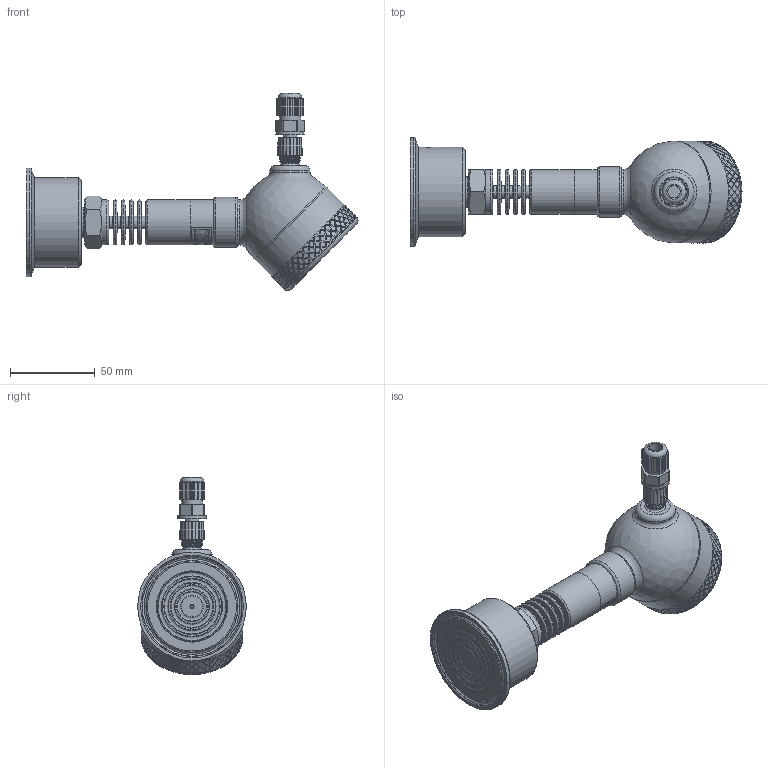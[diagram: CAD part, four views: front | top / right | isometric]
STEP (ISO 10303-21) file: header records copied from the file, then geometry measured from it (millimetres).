
FILE_DESCRIPTION(/* description */ (''),/* implementation_level */ '2;1');
FILE_NAME(/* name */ 'APZ3420sFH_ClampDN2_radiator_3.step',/* time_stamp */ '2021-07-08T16:21:41+03:00',/* author */ (''),/* organization */ (''),/* preprocessor_version */ 'ST-DEVELOPER v18.1',/* originating_system */ 'Autodesk Translation Framework v10.9.0.1377',/* authorisation */ '');
FILE_SCHEMA (('AUTOMOTIVE_DESIGN { 1 0 10303 214 3 1 1 }'));
Length unit declared in the file: millimetre
Products named in the file (8): АПЗ 3420s заполненный 
+ полевой корпус; G1\2EN radiator; Clamp DN2' diaphragm 48 v2 (1); Заполненный полевой 
корпус v13; Main body; Cover without display; M12x1 adapter; M12x1 female straight v9
Assembly tree (6 placements, depth 3):
  АПЗ 3420s заполненный 
+ полевой корпус
    G1\2EN radiator
    Заполненный полевой 
корпус v13
      Main body
      Cover without display
      M12x1 adapter
      M12x1 female straight v9
  Clamp DN2' diaphragm 48 v2 (1)
Bounding box: 195.72 x 64 x 116.18 mm (x, y, z)
Volume: 317278 mm3; surface area: 59518.4 mm2
Topology: 8 solids, 8 shells, 1634 faces, 4034 edges, 2675 vertices
Faces by surface type: bspline 930, cylinder 319, plane 285, torus 53, cone 45, sphere 2
Full cylindrical faces by diameter (mm): 1 x4, 2 x1, 3 x1, 3.3 x1, 5 x1, 6 x3, 7 x1, 7.3 x1, 7.5 x5, 8 x3, 9.3 x1, 10.293 x1, 10.5 x2, 10.741 x7, 11.884 x6, 12 x1, 14 x1, 16.7 x1, 17 x1, 17.5 x1, 18 x1, 18.631 x6, 19.7 x1, 20.955 x7, 21.6 x1, 21.767 x1, 22 x1, 22.4 x1, 22.5 x1, 23.6 x1
Entity records: 73104 total; most frequent: CARTESIAN_POINT 41484, ORIENTED_EDGE 8066, EDGE_CURVE 4033, DIRECTION 3437, VERTEX_POINT 2675, B_SPLINE_CURVE_WITH_KNOTS 2625, EDGE_LOOP 1900, FACE_OUTER_BOUND 1634
